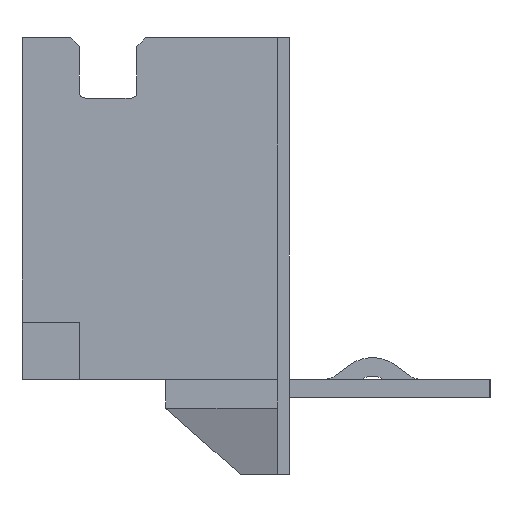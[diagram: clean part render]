
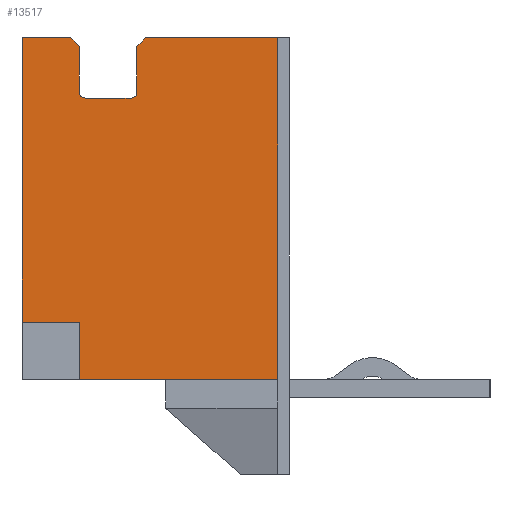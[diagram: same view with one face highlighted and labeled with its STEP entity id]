
A CAD part, left-side view. The second image highlights one B-rep face of the part: STEP entity #13517.
In plain terms, the highlighted planar face has unit normal (-1, 0, 0).
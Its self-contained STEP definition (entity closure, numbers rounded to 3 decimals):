
#507=DIRECTION('',(0.,0.707,-0.707));
#508=VECTOR('',#507,0.212);
#509=CARTESIAN_POINT('',(-13.,0.175,3.8));
#510=LINE('',#509,#508);
#515=DIRECTION('',(0.,-1.,0.));
#516=VECTOR('',#515,0.85);
#517=CARTESIAN_POINT('',(-13.,2.325,3.8));
#518=LINE('',#517,#516);
#535=DIRECTION('',(0.,-1.,0.));
#536=VECTOR('',#535,2.3);
#537=CARTESIAN_POINT('',(-13.,0.175,3.8));
#538=LINE('',#537,#536);
#751=DIRECTION('',(0.,-0.707,-0.707));
#752=VECTOR('',#751,0.212);
#753=CARTESIAN_POINT('',(-13.,1.475,3.8));
#754=LINE('',#753,#752);
#3625=DIRECTION('',(0.,0.,1.));
#3626=VECTOR('',#3625,1.);
#3627=CARTESIAN_POINT('',(-13.,1.325,-2.15));
#3628=LINE('',#3627,#3626);
#3629=DIRECTION('',(0.,-1.,0.));
#3630=VECTOR('',#3629,1.);
#3631=CARTESIAN_POINT('',(-13.,2.325,-1.15));
#3632=LINE('',#3631,#3630);
#3633=DIRECTION('',(0.,0.,1.));
#3634=VECTOR('',#3633,4.95);
#3635=CARTESIAN_POINT('',(-13.,2.325,-1.15));
#3636=LINE('',#3635,#3634);
#3637=DIRECTION('',(0.,0.,-1.));
#3638=VECTOR('',#3637,0.8);
#3639=CARTESIAN_POINT('',(-13.,1.325,3.65));
#3640=LINE('',#3639,#3638);
#3641=CARTESIAN_POINT('',(-13.,1.225,2.85));
#3642=DIRECTION('',(1.,0.,0.));
#3643=DIRECTION('',(0.,0.,-1.));
#3644=AXIS2_PLACEMENT_3D('',#3641,#3642,#3643);
#3646=DIRECTION('',(0.,1.,0.));
#3647=VECTOR('',#3646,0.8);
#3648=CARTESIAN_POINT('',(-13.,0.425,2.75));
#3649=LINE('',#3648,#3647);
#3650=CARTESIAN_POINT('',(-13.,0.425,2.85));
#3651=DIRECTION('',(1.,0.,0.));
#3652=DIRECTION('',(0.,-1.,0.));
#3653=AXIS2_PLACEMENT_3D('',#3650,#3651,#3652);
#3655=DIRECTION('',(0.,0.,-1.));
#3656=VECTOR('',#3655,0.8);
#3657=CARTESIAN_POINT('',(-13.,0.325,3.65));
#3658=LINE('',#3657,#3656);
#3659=DIRECTION('',(0.,0.,1.));
#3660=VECTOR('',#3659,5.95);
#3661=CARTESIAN_POINT('',(-13.,-2.125,-2.15));
#3662=LINE('',#3661,#3660);
#3675=DIRECTION('',(0.,-1.,0.));
#3676=VECTOR('',#3675,3.45);
#3677=CARTESIAN_POINT('',(-13.,1.325,-2.15));
#3678=LINE('',#3677,#3676);
#6372=CARTESIAN_POINT('',(-13.,2.325,3.8));
#6374=VERTEX_POINT('',#6372);
#6379=CARTESIAN_POINT('',(-13.,0.325,2.85));
#6380=CARTESIAN_POINT('',(-13.,0.425,2.75));
#6381=VERTEX_POINT('',#6379);
#6382=VERTEX_POINT('',#6380);
#6383=CARTESIAN_POINT('',(-13.,1.225,2.75));
#6384=VERTEX_POINT('',#6383);
#6385=CARTESIAN_POINT('',(-13.,1.325,2.85));
#6386=VERTEX_POINT('',#6385);
#6419=CARTESIAN_POINT('',(-13.,1.475,3.8));
#6420=VERTEX_POINT('',#6419);
#6421=CARTESIAN_POINT('',(-13.,1.325,3.65));
#6422=VERTEX_POINT('',#6421);
#6435=CARTESIAN_POINT('',(-13.,0.175,3.8));
#6437=VERTEX_POINT('',#6435);
#6439=CARTESIAN_POINT('',(-13.,0.325,3.65));
#6441=VERTEX_POINT('',#6439);
#7251=CARTESIAN_POINT('',(-13.,1.325,-2.15));
#7252=CARTESIAN_POINT('',(-13.,1.325,-1.15));
#7253=VERTEX_POINT('',#7251);
#7254=VERTEX_POINT('',#7252);
#7255=CARTESIAN_POINT('',(-13.,2.325,-1.15));
#7256=VERTEX_POINT('',#7255);
#7263=CARTESIAN_POINT('',(-13.,-2.125,-2.15));
#7264=VERTEX_POINT('',#7263);
#7867=CARTESIAN_POINT('',(-13.,-2.125,3.8));
#7868=VERTEX_POINT('',#7867);
#13489=CARTESIAN_POINT('',(-13.,2.325,-3.8));
#13490=DIRECTION('',(-1.,0.,0.));
#13491=DIRECTION('',(0.,-1.,0.));
#13492=AXIS2_PLACEMENT_3D('',#13489,#13490,#13491);
#13493=PLANE('',#13492);
#13495=ORIENTED_EDGE('',*,*,#13494,.T.);
#13497=ORIENTED_EDGE('',*,*,#13496,.F.);
#13499=ORIENTED_EDGE('',*,*,#13498,.T.);
#13500=ORIENTED_EDGE('',*,*,#8861,.T.);
#13501=ORIENTED_EDGE('',*,*,#9021,.T.);
#13502=ORIENTED_EDGE('',*,*,#9119,.T.);
#13503=ORIENTED_EDGE('',*,*,#13467,.F.);
#13505=ORIENTED_EDGE('',*,*,#13504,.F.);
#13507=ORIENTED_EDGE('',*,*,#13506,.F.);
#13508=ORIENTED_EDGE('',*,*,#8815,.F.);
#13509=ORIENTED_EDGE('',*,*,#8846,.F.);
#13510=ORIENTED_EDGE('',*,*,#8890,.T.);
#13512=ORIENTED_EDGE('',*,*,#13511,.F.);
#13514=ORIENTED_EDGE('',*,*,#13513,.F.);
#13515=EDGE_LOOP('',(#13495,#13497,#13499,#13500,#13501,#13502,#13503,#13505,
#13507,#13508,#13509,#13510,#13512,#13514));
#13516=FACE_OUTER_BOUND('',#13515,.F.);
#13517=ADVANCED_FACE('',(#13516),#13493,.T.);
#3645=CIRCLE('',#3644,0.1);
#3654=CIRCLE('',#3653,0.1);
#8815=EDGE_CURVE('',#6441,#6381,#3658,.T.);
#8846=EDGE_CURVE('',#6437,#6441,#510,.T.);
#8861=EDGE_CURVE('',#6374,#6420,#518,.T.);
#8890=EDGE_CURVE('',#6437,#7868,#538,.T.);
#9021=EDGE_CURVE('',#6420,#6422,#754,.T.);
#9119=EDGE_CURVE('',#6422,#6386,#3640,.T.);
#13467=EDGE_CURVE('',#6384,#6386,#3645,.T.);
#13494=EDGE_CURVE('',#7253,#7254,#3628,.T.);
#13496=EDGE_CURVE('',#7256,#7254,#3632,.T.);
#13498=EDGE_CURVE('',#7256,#6374,#3636,.T.);
#13504=EDGE_CURVE('',#6382,#6384,#3649,.T.);
#13506=EDGE_CURVE('',#6381,#6382,#3654,.T.);
#13511=EDGE_CURVE('',#7264,#7868,#3662,.T.);
#13513=EDGE_CURVE('',#7253,#7264,#3678,.T.);
